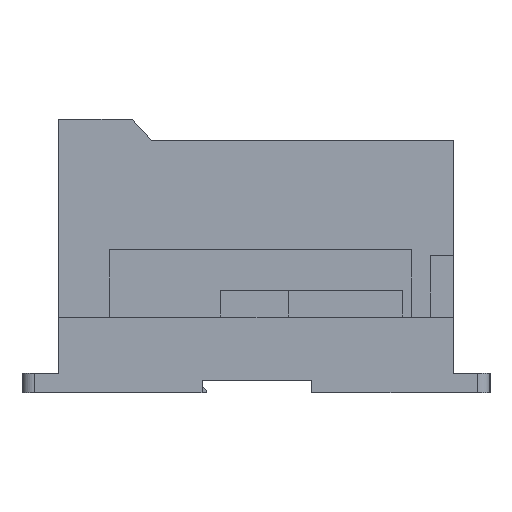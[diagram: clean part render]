
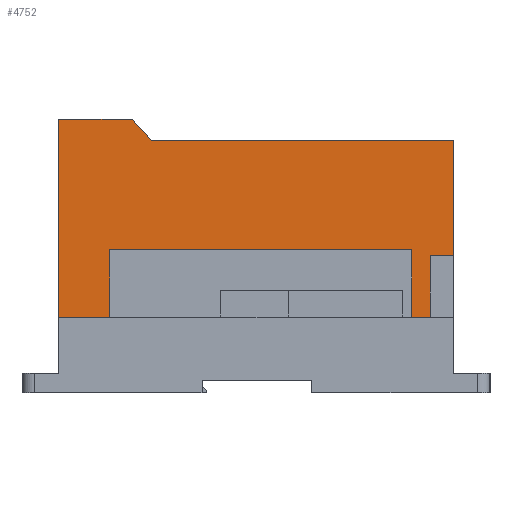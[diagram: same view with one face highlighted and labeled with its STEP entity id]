
A CAD part, left-side view. The second image highlights one B-rep face of the part: STEP entity #4752.
In plain terms, the highlighted planar face has unit normal (-1, 0, 0).
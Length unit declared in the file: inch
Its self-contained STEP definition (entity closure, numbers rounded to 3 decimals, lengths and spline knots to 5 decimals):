
#3464 = EDGE_CURVE ( 'NONE', #3465, #3549, #8577, .T. ) ;
#3465 = VERTEX_POINT ( 'NONE', #8877 ) ;
#3549 = VERTEX_POINT ( 'NONE', #8739 ) ;
#3953 = VERTEX_POINT ( 'NONE', #10242 ) ;
#3955 = EDGE_CURVE ( 'NONE', #3953, #3956, #10241, .T. ) ;
#3956 = VERTEX_POINT ( 'NONE', #10237 ) ;
#4258 = VERTEX_POINT ( 'NONE', #10725 ) ;
#4283 = EDGE_CURVE ( 'NONE', #4258, #4284, #10843, .T. ) ;
#4284 = VERTEX_POINT ( 'NONE', #10839 ) ;
#4503 = EDGE_CURVE ( 'NONE', #4514, #4504, #11148, .T. ) ;
#4504 = VERTEX_POINT ( 'NONE', #11144 ) ;
#4514 = VERTEX_POINT ( 'NONE', #11191 ) ;
#4550 = VERTEX_POINT ( 'NONE', #11280 ) ;
#4552 = EDGE_CURVE ( 'NONE', #4550, #4553, #11279, .T. ) ;
#4553 = VERTEX_POINT ( 'NONE', #11275 ) ;
#4752 = ADVANCED_FACE ( 'NONE', ( #11534 ), #11533, .F. ) ;
#4753 = EDGE_LOOP ( 'NONE', ( #4754, #4880, #4883, #4885, #4886, #4887, #4888, #4805, #4806, #4809, #4812, #4814, #4815, #4935 ) ) ;
#4754 = ORIENTED_EDGE ( 'NONE', *, *, #4947, .T. ) ;
#4804 = EDGE_CURVE ( 'NONE', #4553, #3549, #11639, .T. ) ;
#4805 = ORIENTED_EDGE ( 'NONE', *, *, #3955, .F. ) ;
#4806 = ORIENTED_EDGE ( 'NONE', *, *, #4807, .F. ) ;
#4807 = EDGE_CURVE ( 'NONE', #4808, #3953, #11628, .T. ) ;
#4808 = VERTEX_POINT ( 'NONE', #11624 ) ;
#4809 = ORIENTED_EDGE ( 'NONE', *, *, #4810, .F. ) ;
#4810 = EDGE_CURVE ( 'NONE', #4811, #4808, #11623, .T. ) ;
#4811 = VERTEX_POINT ( 'NONE', #11619 ) ;
#4812 = ORIENTED_EDGE ( 'NONE', *, *, #4813, .F. ) ;
#4813 = EDGE_CURVE ( 'NONE', #4284, #4811, #11618, .T. ) ;
#4814 = ORIENTED_EDGE ( 'NONE', *, *, #4283, .F. ) ;
#4815 = ORIENTED_EDGE ( 'NONE', *, *, #4921, .T. ) ;
#4863 = VERTEX_POINT ( 'NONE', #11791 ) ;
#4880 = ORIENTED_EDGE ( 'NONE', *, *, #4881, .F. ) ;
#4881 = EDGE_CURVE ( 'NONE', #4882, #4863, #11813, .T. ) ;
#4882 = VERTEX_POINT ( 'NONE', #11745 ) ;
#4883 = ORIENTED_EDGE ( 'NONE', *, *, #4884, .F. ) ;
#4884 = EDGE_CURVE ( 'NONE', #3465, #4882, #11744, .T. ) ;
#4885 = ORIENTED_EDGE ( 'NONE', *, *, #3464, .T. ) ;
#4886 = ORIENTED_EDGE ( 'NONE', *, *, #4804, .F. ) ;
#4887 = ORIENTED_EDGE ( 'NONE', *, *, #4552, .F. ) ;
#4888 = ORIENTED_EDGE ( 'NONE', *, *, #4889, .F. ) ;
#4889 = EDGE_CURVE ( 'NONE', #3956, #4550, #11740, .T. ) ;
#4921 = EDGE_CURVE ( 'NONE', #4258, #4504, #11508, .T. ) ;
#4935 = ORIENTED_EDGE ( 'NONE', *, *, #4503, .F. ) ;
#4947 = EDGE_CURVE ( 'NONE', #4514, #4863, #11848, .T. ) ;
#8319 = DIRECTION ( 'NONE',  ( 0., 1., 0. ) ) ;
#8322 = VECTOR ( 'NONE', #8319, 39.37008 ) ;
#8571 = CARTESIAN_POINT ( 'NONE',  ( 4.2, 5.04, 3.5 ) ) ;
#8577 = LINE ( 'NONE', #8571, #8322 ) ;
#8739 = CARTESIAN_POINT ( 'NONE',  ( 4.2, 5.04, 3.5 ) ) ;
#8877 = CARTESIAN_POINT ( 'NONE',  ( 4.2, 4.1025, 3.5 ) ) ;
#10237 = CARTESIAN_POINT ( 'NONE',  ( 4.2, 4.92, 0.504 ) ) ;
#10238 = DIRECTION ( 'NONE',  ( 0., 1., 0. ) ) ;
#10239 = VECTOR ( 'NONE', #10238, 39.37008 ) ;
#10240 = CARTESIAN_POINT ( 'NONE',  ( 4.2, -2.58852, 0.504 ) ) ;
#10241 = LINE ( 'NONE', #10240, #10239 ) ;
#10242 = CARTESIAN_POINT ( 'NONE',  ( 4.2, 4.39, 0.504 ) ) ;
#10310 = DIRECTION ( 'NONE',  ( 0., 0., 1. ) ) ;
#10725 = CARTESIAN_POINT ( 'NONE',  ( 4.2, 0.2, 0.504 ) ) ;
#10839 = CARTESIAN_POINT ( 'NONE',  ( 4.2, 0.53, 0.504 ) ) ;
#10840 = DIRECTION ( 'NONE',  ( 0., 1., 0. ) ) ;
#10841 = VECTOR ( 'NONE', #10840, 39.37008 ) ;
#10842 = CARTESIAN_POINT ( 'NONE',  ( 4.2, -2.58852, 0.504 ) ) ;
#10843 = LINE ( 'NONE', #10842, #10841 ) ;
#11144 = CARTESIAN_POINT ( 'NONE',  ( 4.2, 0.2, 0.969 ) ) ;
#11145 = DIRECTION ( 'NONE',  ( 0., 1., 0. ) ) ;
#11146 = VECTOR ( 'NONE', #11145, 39.37008 ) ;
#11147 = CARTESIAN_POINT ( 'NONE',  ( 4.2, 5.04, 0.969 ) ) ;
#11148 = LINE ( 'NONE', #11147, #11146 ) ;
#11191 = CARTESIAN_POINT ( 'NONE',  ( 4.2, 0., 0.969 ) ) ;
#11275 = CARTESIAN_POINT ( 'NONE',  ( 4.2, 5.04, 0.969 ) ) ;
#11276 = DIRECTION ( 'NONE',  ( 0., 1., 0. ) ) ;
#11277 = VECTOR ( 'NONE', #11276, 39.37008 ) ;
#11278 = CARTESIAN_POINT ( 'NONE',  ( 4.2, 5.04, 0.969 ) ) ;
#11279 = LINE ( 'NONE', #11278, #11277 ) ;
#11280 = CARTESIAN_POINT ( 'NONE',  ( 4.2, 4.92, 0.969 ) ) ;
#11506 = VECTOR ( 'NONE', #10310, 39.37008 ) ;
#11507 = CARTESIAN_POINT ( 'NONE',  ( 4.2, 0.2, 0.504 ) ) ;
#11508 = LINE ( 'NONE', #11507, #11506 ) ;
#11529 = DIRECTION ( 'NONE',  ( 0., 1., 0. ) ) ;
#11530 = DIRECTION ( 'NONE',  ( 1., 0., 0. ) ) ;
#11531 = CARTESIAN_POINT ( 'NONE',  ( 4.2, 5.04, 0.969 ) ) ;
#11532 = AXIS2_PLACEMENT_3D ( 'NONE', #11531, #11530, #11529 ) ;
#11533 = PLANE ( 'NONE',  #11532 ) ;
#11534 = FACE_OUTER_BOUND ( 'NONE', #4753, .T. ) ;
#11615 = DIRECTION ( 'NONE',  ( 0., 0., 1. ) ) ;
#11616 = VECTOR ( 'NONE', #11615, 39.37008 ) ;
#11617 = CARTESIAN_POINT ( 'NONE',  ( 4.2, 0.53, 0.504 ) ) ;
#11618 = LINE ( 'NONE', #11617, #11616 ) ;
#11619 = CARTESIAN_POINT ( 'NONE',  ( 4.2, 0.53, 1.829 ) ) ;
#11620 = DIRECTION ( 'NONE',  ( 0., 1., 0. ) ) ;
#11621 = VECTOR ( 'NONE', #11620, 39.37008 ) ;
#11622 = CARTESIAN_POINT ( 'NONE',  ( 4.2, 4.39, 1.829 ) ) ;
#11623 = LINE ( 'NONE', #11622, #11621 ) ;
#11624 = CARTESIAN_POINT ( 'NONE',  ( 4.2, 4.39, 1.829 ) ) ;
#11625 = DIRECTION ( 'NONE',  ( 0., 0., -1. ) ) ;
#11626 = VECTOR ( 'NONE', #11625, 39.37008 ) ;
#11627 = CARTESIAN_POINT ( 'NONE',  ( 4.2, 4.39, 0.504 ) ) ;
#11628 = LINE ( 'NONE', #11627, #11626 ) ;
#11636 = DIRECTION ( 'NONE',  ( 0., 0., 1. ) ) ;
#11637 = VECTOR ( 'NONE', #11636, 39.37008 ) ;
#11638 = CARTESIAN_POINT ( 'NONE',  ( 4.2, 5.04, 0.969 ) ) ;
#11639 = LINE ( 'NONE', #11638, #11637 ) ;
#11737 = DIRECTION ( 'NONE',  ( 0., 0., 1. ) ) ;
#11738 = VECTOR ( 'NONE', #11737, 39.37008 ) ;
#11739 = CARTESIAN_POINT ( 'NONE',  ( 4.2, 4.92, 0.504 ) ) ;
#11740 = LINE ( 'NONE', #11739, #11738 ) ;
#11741 = DIRECTION ( 'NONE',  ( 0., -0.673, -0.74 ) ) ;
#11742 = VECTOR ( 'NONE', #11741, 39.37008 ) ;
#11743 = CARTESIAN_POINT ( 'NONE',  ( 4.2, 4.1025, 3.5 ) ) ;
#11744 = LINE ( 'NONE', #11743, #11742 ) ;
#11745 = CARTESIAN_POINT ( 'NONE',  ( 4.2, 3.8525, 3.225 ) ) ;
#11791 = CARTESIAN_POINT ( 'NONE',  ( 4.2, 0., 3.225 ) ) ;
#11810 = DIRECTION ( 'NONE',  ( 0., -1., 0. ) ) ;
#11811 = VECTOR ( 'NONE', #11810, 39.37008 ) ;
#11812 = CARTESIAN_POINT ( 'NONE',  ( 4.2, 3.8525, 3.225 ) ) ;
#11813 = LINE ( 'NONE', #11812, #11811 ) ;
#11845 = DIRECTION ( 'NONE',  ( 0., 0., 1. ) ) ;
#11846 = VECTOR ( 'NONE', #11845, 39.37008 ) ;
#11847 = CARTESIAN_POINT ( 'NONE',  ( 4.2, 0., 0.969 ) ) ;
#11848 = LINE ( 'NONE', #11847, #11846 ) ;
